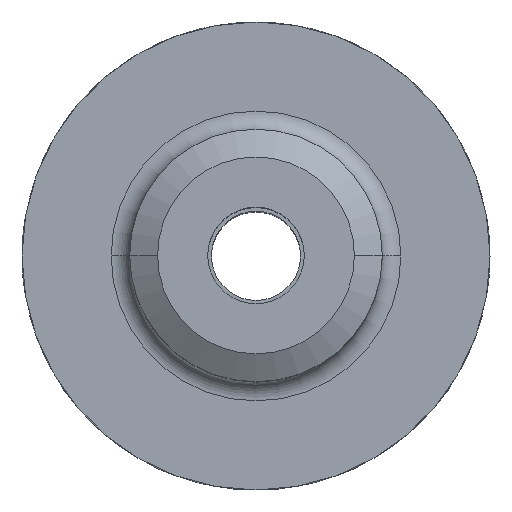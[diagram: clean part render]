
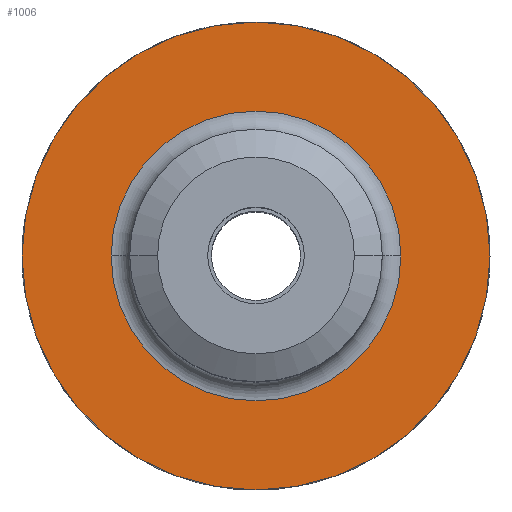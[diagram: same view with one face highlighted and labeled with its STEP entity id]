
A CAD part, top view. The second image highlights one B-rep face of the part: STEP entity #1006.
In plain terms, the highlighted planar face has unit normal (0, 0, 1).
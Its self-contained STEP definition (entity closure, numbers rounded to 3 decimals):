
#70 = VERTEX_POINT ( 'NONE', #1046 ) ;
#161 = DIRECTION ( 'NONE',  ( 0., 0., -1. ) ) ;
#167 = DIRECTION ( 'NONE',  ( -1., 0., 0. ) ) ;
#261 = VERTEX_POINT ( 'NONE', #1826 ) ;
#284 = CARTESIAN_POINT ( 'NONE',  ( 0., 0., 27. ) ) ;
#297 = CIRCLE ( 'NONE', #523, 31.5 ) ;
#312 = CARTESIAN_POINT ( 'NONE',  ( -31.5, 0., 27. ) ) ;
#380 = DIRECTION ( 'NONE',  ( 0., 0., -1. ) ) ;
#387 = DIRECTION ( 'NONE',  ( -1., 0., 0. ) ) ;
#401 = EDGE_LOOP ( 'NONE', ( #1876, #1883 ) ) ;
#417 = AXIS2_PLACEMENT_3D ( 'NONE', #1041, #616, #1806 ) ;
#457 = PLANE ( 'NONE',  #1233 ) ;
#513 = CIRCLE ( 'NONE', #417, 19.5 ) ;
#523 = AXIS2_PLACEMENT_3D ( 'NONE', #284, #1321, #591 ) ;
#531 = VERTEX_POINT ( 'NONE', #602 ) ;
#591 = DIRECTION ( 'NONE',  ( -1., 0., 0. ) ) ;
#600 = DIRECTION ( 'NONE',  ( -1., 0., 0. ) ) ;
#602 = CARTESIAN_POINT ( 'NONE',  ( 31.5, 0., 27. ) ) ;
#616 = DIRECTION ( 'NONE',  ( 0., 0., -1. ) ) ;
#728 = AXIS2_PLACEMENT_3D ( 'NONE', #1317, #1616, #600 ) ;
#737 = FACE_BOUND ( 'NONE', #1022, .T. ) ;
#879 = EDGE_CURVE ( 'NONE', #1645, #531, #297, .T. ) ;
#881 = CIRCLE ( 'NONE', #978, 19.5 ) ;
#971 = FACE_OUTER_BOUND ( 'NONE', #401, .T. ) ;
#978 = AXIS2_PLACEMENT_3D ( 'NONE', #1117, #380, #387 ) ;
#1006 = ADVANCED_FACE ( 'NONE', ( #737, #971 ), #457, .F. ) ;
#1022 = EDGE_LOOP ( 'NONE', ( #1360, #1648 ) ) ;
#1041 = CARTESIAN_POINT ( 'NONE',  ( 0., 0., 27. ) ) ;
#1046 = CARTESIAN_POINT ( 'NONE',  ( 19.5, 0., 27. ) ) ;
#1117 = CARTESIAN_POINT ( 'NONE',  ( 0., 0., 27. ) ) ;
#1233 = AXIS2_PLACEMENT_3D ( 'NONE', #1482, #161, #167 ) ;
#1317 = CARTESIAN_POINT ( 'NONE',  ( 0., 0., 27. ) ) ;
#1321 = DIRECTION ( 'NONE',  ( 0., 0., -1. ) ) ;
#1360 = ORIENTED_EDGE ( 'NONE', *, *, #1683, .T. ) ;
#1482 = CARTESIAN_POINT ( 'NONE',  ( 0., 0., 27. ) ) ;
#1520 = EDGE_CURVE ( 'NONE', #531, #1645, #1684, .T. ) ;
#1616 = DIRECTION ( 'NONE',  ( 0., 0., -1. ) ) ;
#1645 = VERTEX_POINT ( 'NONE', #312 ) ;
#1648 = ORIENTED_EDGE ( 'NONE', *, *, #1862, .T. ) ;
#1683 = EDGE_CURVE ( 'NONE', #261, #70, #513, .T. ) ;
#1684 = CIRCLE ( 'NONE', #728, 31.5 ) ;
#1806 = DIRECTION ( 'NONE',  ( -1., 0., 0. ) ) ;
#1826 = CARTESIAN_POINT ( 'NONE',  ( -19.5, 0., 27. ) ) ;
#1862 = EDGE_CURVE ( 'NONE', #70, #261, #881, .T. ) ;
#1876 = ORIENTED_EDGE ( 'NONE', *, *, #879, .F. ) ;
#1883 = ORIENTED_EDGE ( 'NONE', *, *, #1520, .F. ) ;
